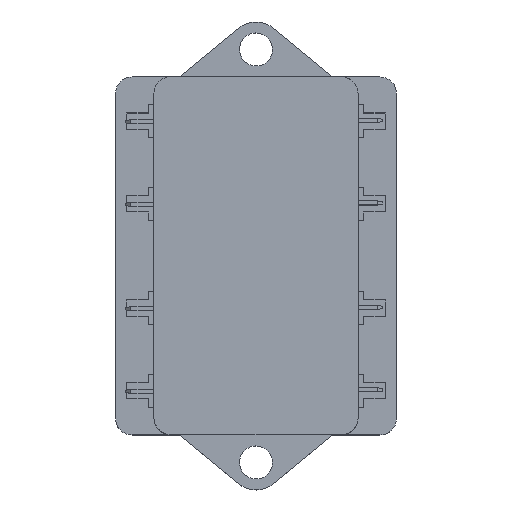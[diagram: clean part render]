
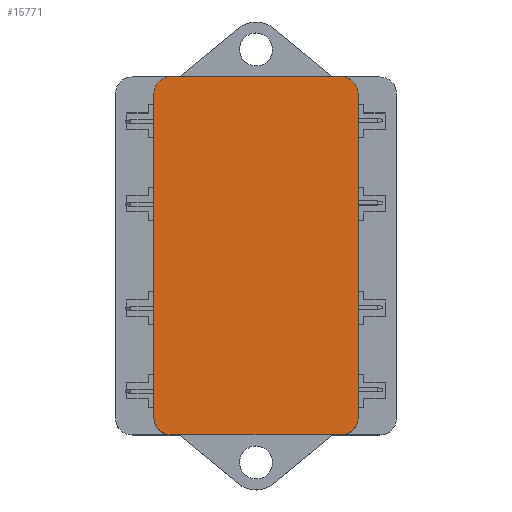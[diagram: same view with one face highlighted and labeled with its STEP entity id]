
A CAD part, top view. The second image highlights one B-rep face of the part: STEP entity #15771.
In plain terms, the highlighted free-form (B-spline) face has degree [1, 1] with [2, 2] control points.
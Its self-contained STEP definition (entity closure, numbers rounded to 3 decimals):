
#15545 = VERTEX_POINT('',#15546);
#15546 = CARTESIAN_POINT('',(-6.96,-64.649,
    29.459));
#15551 = EDGE_CURVE('',#15552,#15545,#15554,.T.);
#15552 = VERTEX_POINT('',#15553);
#15553 = CARTESIAN_POINT('',(-6.96,6.15,
    29.459));
#15554 = B_SPLINE_CURVE_WITH_KNOTS('',1,(#15555,#15556),.UNSPECIFIED.,
  .F.,.F.,(2,2),(-59.,0.),.PIECEWISE_BEZIER_KNOTS.);
#15555 = CARTESIAN_POINT('',(-6.96,6.15,
    29.459));
#15556 = CARTESIAN_POINT('',(-6.96,-64.649,
    29.459));
#15580 = EDGE_CURVE('',#15581,#15552,#15583,.T.);
#15581 = VERTEX_POINT('',#15582);
#15582 = CARTESIAN_POINT('',(-3.3,9.81,
    29.459));
#15583 = ( BOUNDED_CURVE() B_SPLINE_CURVE(2,(#15584,#15585,#15586),
.UNSPECIFIED.,.F.,.F.) B_SPLINE_CURVE_WITH_KNOTS((3,3),(0.,
1.571),.PIECEWISE_BEZIER_KNOTS.) CURVE() 
GEOMETRIC_REPRESENTATION_ITEM() RATIONAL_B_SPLINE_CURVE((1.,
0.707,1.)) REPRESENTATION_ITEM('') );
#15584 = CARTESIAN_POINT('',(-3.3,9.81,
    29.459));
#15585 = CARTESIAN_POINT('',(-6.96,9.81,
    29.459));
#15586 = CARTESIAN_POINT('',(-6.96,6.15,
    29.459));
#15611 = EDGE_CURVE('',#15612,#15581,#15614,.T.);
#15612 = VERTEX_POINT('',#15613);
#15613 = CARTESIAN_POINT('',(33.899,9.81,
    29.459));
#15614 = B_SPLINE_CURVE_WITH_KNOTS('',1,(#15615,#15616),.UNSPECIFIED.,
  .F.,.F.,(2,2),(-31.,0.),.PIECEWISE_BEZIER_KNOTS.);
#15615 = CARTESIAN_POINT('',(33.899,9.81,
    29.459));
#15616 = CARTESIAN_POINT('',(-3.3,9.81,
    29.459));
#15640 = EDGE_CURVE('',#15641,#15612,#15643,.T.);
#15641 = VERTEX_POINT('',#15642);
#15642 = CARTESIAN_POINT('',(37.559,6.15,
    29.459));
#15643 = ( BOUNDED_CURVE() B_SPLINE_CURVE(2,(#15644,#15645,#15646),
.UNSPECIFIED.,.F.,.F.) B_SPLINE_CURVE_WITH_KNOTS((3,3),(0.,
1.571),.PIECEWISE_BEZIER_KNOTS.) CURVE() 
GEOMETRIC_REPRESENTATION_ITEM() RATIONAL_B_SPLINE_CURVE((1.,
0.707,1.)) REPRESENTATION_ITEM('') );
#15644 = CARTESIAN_POINT('',(37.559,6.15,
    29.459));
#15645 = CARTESIAN_POINT('',(37.559,9.81,
    29.459));
#15646 = CARTESIAN_POINT('',(33.899,9.81,
    29.459));
#15671 = EDGE_CURVE('',#15672,#15641,#15674,.T.);
#15672 = VERTEX_POINT('',#15673);
#15673 = CARTESIAN_POINT('',(37.559,-64.649,
    29.459));
#15674 = B_SPLINE_CURVE_WITH_KNOTS('',1,(#15675,#15676),.UNSPECIFIED.,
  .F.,.F.,(2,2),(-59.,0.),.PIECEWISE_BEZIER_KNOTS.);
#15675 = CARTESIAN_POINT('',(37.559,-64.649,
    29.459));
#15676 = CARTESIAN_POINT('',(37.559,6.15,
    29.459));
#15700 = EDGE_CURVE('',#15701,#15672,#15703,.T.);
#15701 = VERTEX_POINT('',#15702);
#15702 = CARTESIAN_POINT('',(33.899,-68.309,
    29.459));
#15703 = ( BOUNDED_CURVE() B_SPLINE_CURVE(2,(#15704,#15705,#15706),
.UNSPECIFIED.,.F.,.F.) B_SPLINE_CURVE_WITH_KNOTS((3,3),(0.,
1.571),.PIECEWISE_BEZIER_KNOTS.) CURVE() 
GEOMETRIC_REPRESENTATION_ITEM() RATIONAL_B_SPLINE_CURVE((1.,
0.707,1.)) REPRESENTATION_ITEM('') );
#15704 = CARTESIAN_POINT('',(33.899,-68.309,
    29.459));
#15705 = CARTESIAN_POINT('',(37.559,-68.309,
    29.459));
#15706 = CARTESIAN_POINT('',(37.559,-64.649,
    29.459));
#15731 = EDGE_CURVE('',#15732,#15701,#15734,.T.);
#15732 = VERTEX_POINT('',#15733);
#15733 = CARTESIAN_POINT('',(-3.3,-68.309,
    29.459));
#15734 = B_SPLINE_CURVE_WITH_KNOTS('',1,(#15735,#15736),.UNSPECIFIED.,
  .F.,.F.,(2,2),(-31.,0.),.PIECEWISE_BEZIER_KNOTS.);
#15735 = CARTESIAN_POINT('',(-3.3,-68.309,
    29.459));
#15736 = CARTESIAN_POINT('',(33.899,-68.309,
    29.459));
#15758 = EDGE_CURVE('',#15545,#15732,#15759,.T.);
#15759 = ( BOUNDED_CURVE() B_SPLINE_CURVE(2,(#15760,#15761,#15762),
.UNSPECIFIED.,.F.,.F.) B_SPLINE_CURVE_WITH_KNOTS((3,3),(0.,
1.571),.PIECEWISE_BEZIER_KNOTS.) CURVE() 
GEOMETRIC_REPRESENTATION_ITEM() RATIONAL_B_SPLINE_CURVE((1.,
0.707,1.)) REPRESENTATION_ITEM('') );
#15760 = CARTESIAN_POINT('',(-6.96,-64.649,
    29.459));
#15761 = CARTESIAN_POINT('',(-6.96,-68.309,
    29.459));
#15762 = CARTESIAN_POINT('',(-3.3,-68.309,
    29.459));
#15771 = ADVANCED_FACE('',(#15772),#15782,.T.);
#15772 = FACE_BOUND('',#15773,.T.);
#15773 = EDGE_LOOP('',(#15774,#15775,#15776,#15777,#15778,#15779,#15780,
    #15781));
#15774 = ORIENTED_EDGE('',*,*,#15758,.T.);
#15775 = ORIENTED_EDGE('',*,*,#15731,.T.);
#15776 = ORIENTED_EDGE('',*,*,#15700,.T.);
#15777 = ORIENTED_EDGE('',*,*,#15671,.T.);
#15778 = ORIENTED_EDGE('',*,*,#15640,.T.);
#15779 = ORIENTED_EDGE('',*,*,#15611,.T.);
#15780 = ORIENTED_EDGE('',*,*,#15580,.T.);
#15781 = ORIENTED_EDGE('',*,*,#15551,.T.);
#15782 = B_SPLINE_SURFACE_WITH_KNOTS('',1,1,(
    (#15783,#15784)
    ,(#15785,#15786
    )),.UNSPECIFIED.,.F.,.F.,.F.,(2,2),(2,2),(-18.55,18.55),(-32.55,
    32.55),.PIECEWISE_BEZIER_KNOTS.);
#15783 = CARTESIAN_POINT('',(37.559,9.81,
    29.459));
#15784 = CARTESIAN_POINT('',(37.559,-68.309,
    29.459));
#15785 = CARTESIAN_POINT('',(-6.96,9.81,
    29.459));
#15786 = CARTESIAN_POINT('',(-6.96,-68.309,
    29.459));
